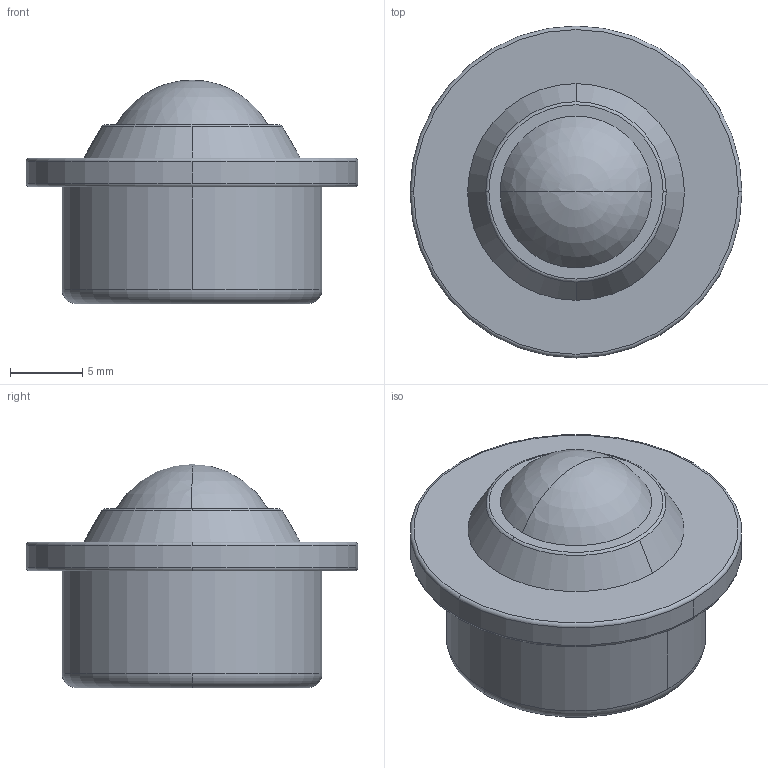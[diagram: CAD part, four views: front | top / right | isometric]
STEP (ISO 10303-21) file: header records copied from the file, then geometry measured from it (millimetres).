
FILE_DESCRIPTION(('STEP AP214'),'1');
FILE_NAME(' ',' ',('TraceParts'),('TraceParts S.A.'),'XStep 1.0',' ',' ');
FILE_SCHEMA(('automotive_design'));
Length unit declared in the file: millimetre
Products named in the file (1): 1
Bounding box: 23 x 23 x 15.5 mm (x, y, z)
Volume: 3367.8 mm3; surface area: 1479.5 mm2
Topology: 1 solids, 1 shells, 20 faces, 53 edges, 36 vertices
Faces by surface type: torus 8, cylinder 4, plane 4, sphere 2, cone 2
Entity records: 663 total; most frequent: DIRECTION 138, CARTESIAN_POINT 108, ORIENTED_EDGE 102, AXIS2_PLACEMENT_3D 66, EDGE_CURVE 51, CIRCLE 45, VERTEX_POINT 36, EDGE_LOOP 23
